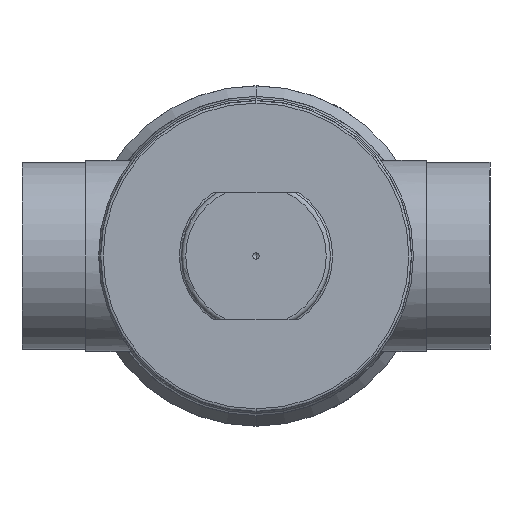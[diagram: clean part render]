
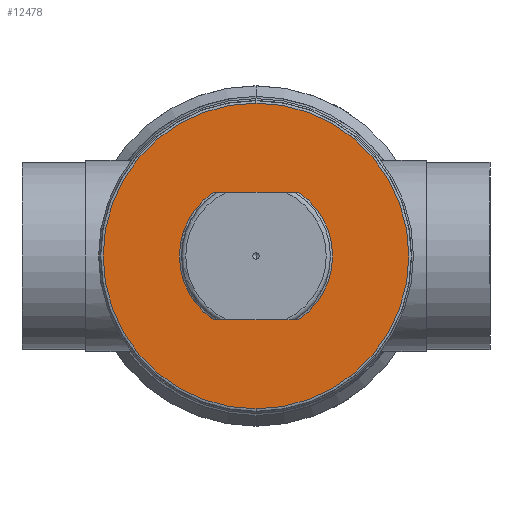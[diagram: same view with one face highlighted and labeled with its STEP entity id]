
A CAD part, front view. The second image highlights one B-rep face of the part: STEP entity #12478.
In plain terms, the highlighted planar face has unit normal (0, -1, 0).
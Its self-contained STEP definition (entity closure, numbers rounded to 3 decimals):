
#341 = DIRECTION ( 'NONE',  ( 0., 0., -1. ) ) ;
#415 = ORIENTED_EDGE ( 'NONE', *, *, #13872, .T. ) ;
#443 = ORIENTED_EDGE ( 'NONE', *, *, #654, .T. ) ;
#654 = EDGE_CURVE ( 'NONE', #17187, #4577, #2576, .T. ) ;
#928 = VERTEX_POINT ( 'NONE', #2104 ) ;
#2030 = CARTESIAN_POINT ( 'NONE',  ( 19.9, -102., -30. ) ) ;
#2104 = CARTESIAN_POINT ( 'NONE',  ( 19.9, -102., 30. ) ) ;
#2119 = DIRECTION ( 'NONE',  ( 0., 0., -1. ) ) ;
#2244 = AXIS2_PLACEMENT_3D ( 'NONE', #6066, #8809, #12766 ) ;
#2576 = CIRCLE ( 'NONE', #13073, 36. ) ;
#2895 = CARTESIAN_POINT ( 'NONE',  ( -40., -102., 30. ) ) ;
#2898 = EDGE_CURVE ( 'NONE', #12428, #9095, #2917, .T. ) ;
#2917 = CIRCLE ( 'NONE', #10107, 71.869 ) ;
#3034 = CARTESIAN_POINT ( 'NONE',  ( 0., -102., 0. ) ) ;
#3279 = DIRECTION ( 'NONE',  ( 0., 1., 0. ) ) ;
#4372 = DIRECTION ( 'NONE',  ( 0., 1., 0. ) ) ;
#4577 = VERTEX_POINT ( 'NONE', #13316 ) ;
#5012 = FACE_BOUND ( 'NONE', #14654, .T. ) ;
#5058 = ORIENTED_EDGE ( 'NONE', *, *, #15919, .F. ) ;
#5222 = FACE_OUTER_BOUND ( 'NONE', #14052, .T. ) ;
#5605 = ORIENTED_EDGE ( 'NONE', *, *, #2898, .F. ) ;
#5804 = EDGE_CURVE ( 'NONE', #17187, #15240, #10358, .T. ) ;
#6066 = CARTESIAN_POINT ( 'NONE',  ( 0., -102., 0. ) ) ;
#6775 = DIRECTION ( 'NONE',  ( 1., 0., 0. ) ) ;
#6777 = CARTESIAN_POINT ( 'NONE',  ( 0., -102., 0. ) ) ;
#7022 = DIRECTION ( 'NONE',  ( -1., 0., 0. ) ) ;
#7040 = DIRECTION ( 'NONE',  ( 0., 0., -1. ) ) ;
#7279 = PLANE ( 'NONE',  #13451 ) ;
#7436 = AXIS2_PLACEMENT_3D ( 'NONE', #3034, #8349, #341 ) ;
#7447 = CARTESIAN_POINT ( 'NONE',  ( 0., -102., 71.869 ) ) ;
#8348 = LINE ( 'NONE', #2895, #9788 ) ;
#8349 = DIRECTION ( 'NONE',  ( 0., 1., 0. ) ) ;
#8809 = DIRECTION ( 'NONE',  ( 0., 1., 0. ) ) ;
#9095 = VERTEX_POINT ( 'NONE', #7447 ) ;
#9331 = CARTESIAN_POINT ( 'NONE',  ( -40., -102., -30. ) ) ;
#9788 = VECTOR ( 'NONE', #7022, 1000. ) ;
#9937 = VECTOR ( 'NONE', #6775, 1000. ) ;
#10107 = AXIS2_PLACEMENT_3D ( 'NONE', #14050, #3279, #2119 ) ;
#10358 = LINE ( 'NONE', #9331, #9937 ) ;
#12428 = VERTEX_POINT ( 'NONE', #14132 ) ;
#12478 = ADVANCED_FACE ( 'NONE', ( #5012, #5222 ), #7279, .F. ) ;
#12689 = DIRECTION ( 'NONE',  ( 0., 1., 0. ) ) ;
#12766 = DIRECTION ( 'NONE',  ( 0., 0., -1. ) ) ;
#12984 = CIRCLE ( 'NONE', #7436, 36. ) ;
#13073 = AXIS2_PLACEMENT_3D ( 'NONE', #6777, #4372, #7040 ) ;
#13316 = CARTESIAN_POINT ( 'NONE',  ( -19.9, -102., 30. ) ) ;
#13451 = AXIS2_PLACEMENT_3D ( 'NONE', #16593, #12689, #13965 ) ;
#13872 = EDGE_CURVE ( 'NONE', #928, #15240, #12984, .T. ) ;
#13965 = DIRECTION ( 'NONE',  ( 0., 0., -1. ) ) ;
#14050 = CARTESIAN_POINT ( 'NONE',  ( 0., -102., 0. ) ) ;
#14052 = EDGE_LOOP ( 'NONE', ( #5605, #16552 ) ) ;
#14132 = CARTESIAN_POINT ( 'NONE',  ( 0., -102., -71.869 ) ) ;
#14359 = CIRCLE ( 'NONE', #2244, 71.869 ) ;
#14654 = EDGE_LOOP ( 'NONE', ( #415, #15946, #443, #5058 ) ) ;
#15240 = VERTEX_POINT ( 'NONE', #2030 ) ;
#15919 = EDGE_CURVE ( 'NONE', #928, #4577, #8348, .T. ) ;
#15946 = ORIENTED_EDGE ( 'NONE', *, *, #5804, .F. ) ;
#16552 = ORIENTED_EDGE ( 'NONE', *, *, #16673, .F. ) ;
#16593 = CARTESIAN_POINT ( 'NONE',  ( 71.869, -102., 0. ) ) ;
#16673 = EDGE_CURVE ( 'NONE', #9095, #12428, #14359, .T. ) ;
#17187 = VERTEX_POINT ( 'NONE', #17286 ) ;
#17286 = CARTESIAN_POINT ( 'NONE',  ( -19.9, -102., -30. ) ) ;
